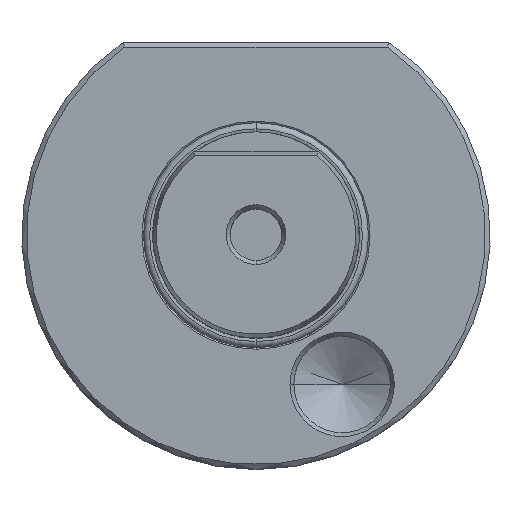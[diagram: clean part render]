
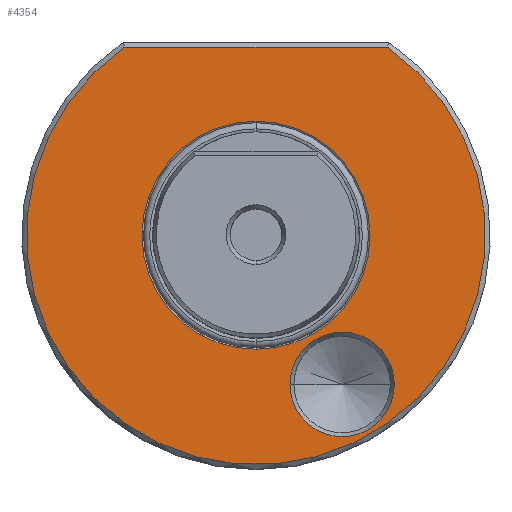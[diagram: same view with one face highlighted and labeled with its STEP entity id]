
A CAD part, top view. The second image highlights one B-rep face of the part: STEP entity #4354.
In plain terms, the highlighted planar face has unit normal (0, 0, 1).
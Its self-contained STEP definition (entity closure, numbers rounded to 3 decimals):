
#963=CARTESIAN_POINT('',(-19.068,27.3,0.5));
#969=CARTESIAN_POINT('',(0,0,0.5));
#970=DIRECTION('',(0,0,1));
#971=DIRECTION('',(-0.573,0.82,0));
#972=AXIS2_PLACEMENT_3D('',#969,#970,#971);
#978=CARTESIAN_POINT('',(19.068,27.3,0.5));
#985=CARTESIAN_POINT('',(12.5,-21.651,0.5));
#986=DIRECTION('',(0,0,1));
#987=DIRECTION('',(-1,0,0));
#988=AXIS2_PLACEMENT_3D('',#985,#986,#987);
#990=CARTESIAN_POINT('',(12.5,-21.651,0.5));
#991=DIRECTION('',(0,0,1));
#992=DIRECTION('',(1,0,0));
#993=AXIS2_PLACEMENT_3D('',#990,#991,#992);
#995=DIRECTION('',(-1,0,0));
#996=VECTOR('',#995,38.137);
#997=CARTESIAN_POINT('',(19.068,27.3,0.5));
#998=LINE('',#997,#996);
#1007=CARTESIAN_POINT('',(0,0,0.5));
#1008=DIRECTION('',(0,0,1));
#1009=DIRECTION('',(0,1,0));
#1010=AXIS2_PLACEMENT_3D('',#1007,#1008,#1009);
#1012=CARTESIAN_POINT('',(0,0,0.5));
#1013=DIRECTION('',(0,0,-1));
#1014=DIRECTION('',(0,1,0));
#1015=AXIS2_PLACEMENT_3D('',#1012,#1013,#1014);
#2592=CARTESIAN_POINT('',(0,16.55,0.5));
#2594=VERTEX_POINT('',#2592);
#2608=CARTESIAN_POINT('',(0,-16.55,0.5));
#2610=VERTEX_POINT('',#2608);
#2802=CARTESIAN_POINT('',(4.923,-21.651,0.5));
#2803=CARTESIAN_POINT('',(20.078,-21.651,0.5));
#2804=VERTEX_POINT('',#2802);
#2805=VERTEX_POINT('',#2803);
#2806=VERTEX_POINT('',#963);
#2810=VERTEX_POINT('',#978);
#4333=CARTESIAN_POINT('',(0,0,0.5));
#4334=DIRECTION('',(0,0,-1));
#4335=DIRECTION('',(0,-1,0));
#4336=AXIS2_PLACEMENT_3D('',#4333,#4334,#4335);
#4337=PLANE('',#4336);
#4338=ORIENTED_EDGE('',*,*,#4315,.F.);
#4339=ORIENTED_EDGE('',*,*,#4326,.F.);
#4340=EDGE_LOOP('',(#4338,#4339));
#4341=FACE_OUTER_BOUND('',#4340,.F.);
#4343=ORIENTED_EDGE('',*,*,#4342,.T.);
#4345=ORIENTED_EDGE('',*,*,#4344,.T.);
#4346=EDGE_LOOP('',(#4343,#4345));
#4347=FACE_BOUND('',#4346,.F.);
#4349=ORIENTED_EDGE('',*,*,#4348,.T.);
#4351=ORIENTED_EDGE('',*,*,#4350,.F.);
#4352=EDGE_LOOP('',(#4349,#4351));
#4353=FACE_BOUND('',#4352,.F.);
#4354=ADVANCED_FACE('',(#4341,#4347,#4353),#4337,.F.);
#973=CIRCLE('',#972,33.3);
#989=CIRCLE('',#988,7.578);
#994=CIRCLE('',#993,7.578);
#1011=CIRCLE('',#1010,16.55);
#1016=CIRCLE('',#1015,16.55);
#4315=EDGE_CURVE('',#2810,#2806,#998,.T.);
#4326=EDGE_CURVE('',#2806,#2810,#973,.T.);
#4342=EDGE_CURVE('',#2804,#2805,#989,.T.);
#4344=EDGE_CURVE('',#2805,#2804,#994,.T.);
#4348=EDGE_CURVE('',#2594,#2610,#1011,.T.);
#4350=EDGE_CURVE('',#2594,#2610,#1016,.T.);
